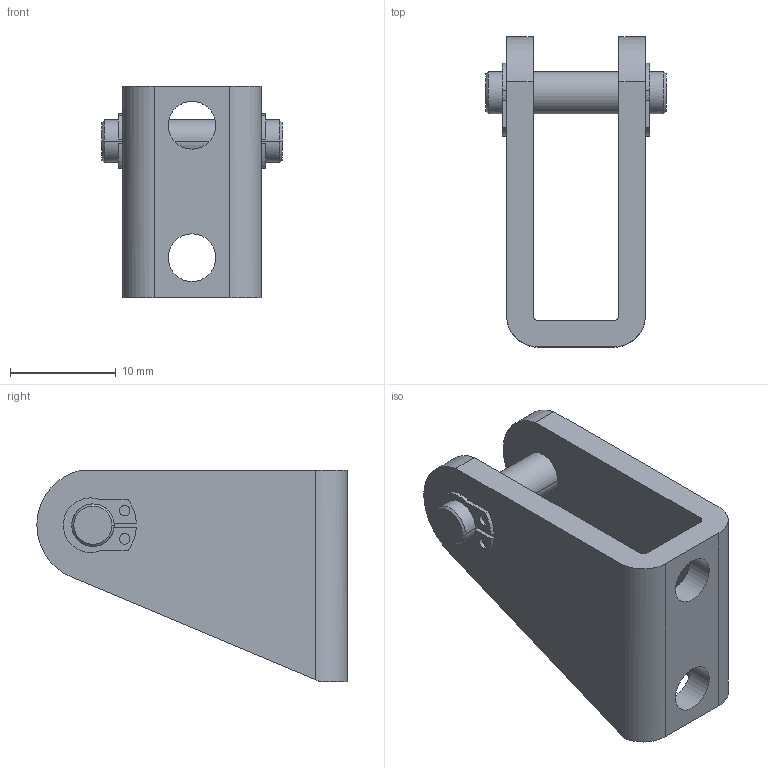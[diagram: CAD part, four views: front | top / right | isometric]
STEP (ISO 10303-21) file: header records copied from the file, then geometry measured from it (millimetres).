
FILE_DESCRIPTION(('STEP AP214'),'1');
FILE_NAME('articulation_mf-21008_8-10.stp','2017-08-09T13:59:39',('TraceParts'),('TraceParts S.A.'),'Spatial InterOp 3D',' ',' ');
FILE_SCHEMA(('automotive_design'));
Length unit declared in the file: millimetre
Products named in the file (1): articulation_mf-21008_8-10
Bounding box: 17 x 29.3 x 20 mm (x, y, z)
Volume: 2548.3 mm3; surface area: 2482.5 mm2
Topology: 1 solids, 1 shells, 64 faces, 162 edges, 106 vertices
Faces by surface type: cylinder 34, plane 26, cone 4
Entity records: 1983 total; most frequent: DIRECTION 370, CARTESIAN_POINT 333, ORIENTED_EDGE 324, EDGE_CURVE 162, AXIS2_PLACEMENT_3D 143, VERTEX_POINT 106, LINE 84, VECTOR 84
